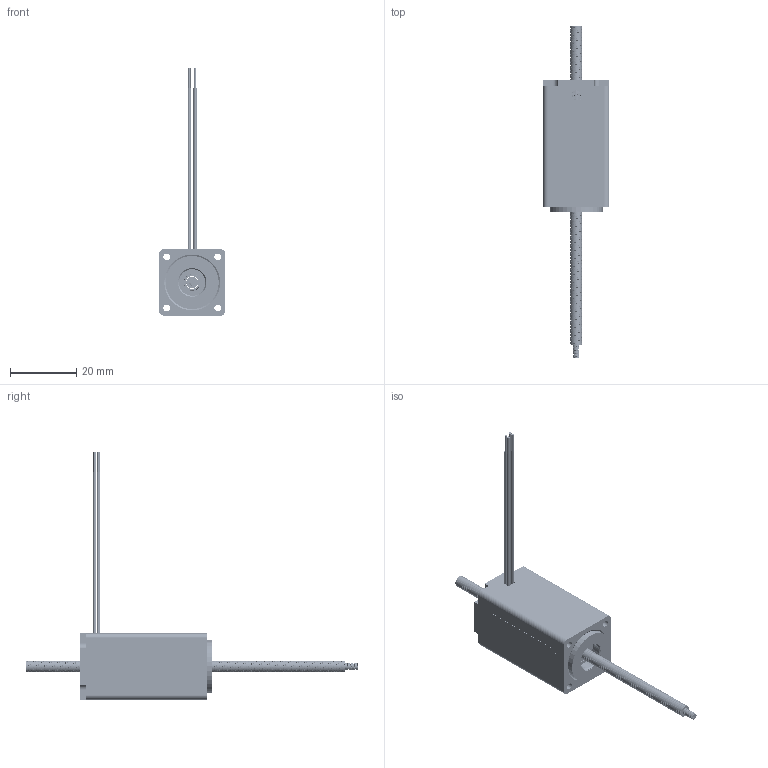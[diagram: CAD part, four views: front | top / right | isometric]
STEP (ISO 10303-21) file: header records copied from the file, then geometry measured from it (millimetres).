
FILE_DESCRIPTION (( 'STEP AP214' ), '1' );
FILE_NAME ('8N22-100.STEP', '2023-03-07T06:41:38', ( '' ), ( '' ), 'SwSTEP 2.0', 'SolidWorks 2022', '' );
FILE_SCHEMA (( 'AUTOMOTIVE_DESIGN' ));
Length unit declared in the file: millimetre
Products named in the file (22): 01-165-1.STP; 10-001垫片.STP; 09-005-3-11.STP; 07-007轴承.STP; 03-226-6.STP; 09-005-1-11.STP; 09-005-4-11.STP; 8N22-100; 03-226-5.STP; 05-0229.STP; 12-055-3-1.STP; 12-056-3-1.STP; 07-045-2.STP; 02-164.STP; 09-005-2-11.STP; 01-167.STP; 12-057-11.STP; 20双厚标签.STP; 04-110-2.STP; 02-156-4-1.STP; 8N22-100.STP; 10-061-2.STP
Assembly tree (29 placements, depth 4):
  8N22-100
    8N22-100.STP
      02-164.STP
        09-005-1-11.STP
        09-005-2-11.STP
        09-005-3-11.STP
        09-005-4-11.STP
        12-057-11.STP
        12-056-3-1.STP
        02-156-4-1.STP
        12-055-3-1.STP
      01-165-1.STP
      01-167.STP
      03-226-5.STP  x4
      07-045-2.STP  x2
      10-001垫片.STP
      10-061-2.STP
      03-226-6.STP  x4
      04-110-2.STP
      07-007轴承.STP  x2
      05-0229.STP
      20双厚标签.STP
Bounding box: 20.1 x 100 x 74.5 mm (x, y, z)
Volume: 28841 mm3; surface area: 55844.7 mm2
Topology: 34 solids, 34 shells, 4740 faces, 13879 edges, 9235 vertices
Faces by surface type: cylinder 2935, plane 1707, bspline 80, cone 18
Full cylindrical faces by diameter (mm): 3.267 x60
Entity records: 128443 total; most frequent: CARTESIAN_POINT 55598, ORIENTED_EDGE 15556, DIRECTION 14602, EDGE_CURVE 7778, VERTEX_POINT 5169, AXIS2_PLACEMENT_3D 5027, VECTOR 4548, LINE 4548
